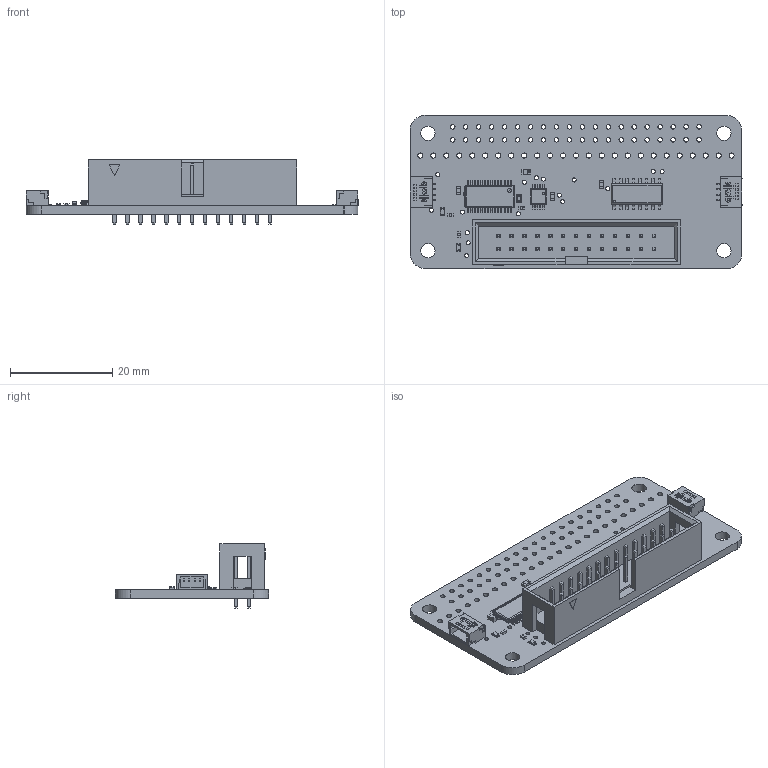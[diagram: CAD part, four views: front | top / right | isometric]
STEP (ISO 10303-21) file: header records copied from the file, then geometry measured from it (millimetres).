
FILE_DESCRIPTION(/* description */ (''),/* implementation_level */ '2;1');
FILE_NAME(/* name */ 'Proto-Pi-1.0-Rev-A.step',/* time_stamp */ '2021-12-27T09:50:36-07:00',/* author */ (''),/* organization */ (''),/* preprocessor_version */ 'ST-DEVELOPER v18.1',/* originating_system */ 'Autodesk Translation Framework v10.10.0.1391',/* authorisation */ '');
FILE_SCHEMA (('AUTOMOTIVE_DESIGN { 1 0 10303 214 3 1 1 }'));
Length unit declared in the file: millimetre
Products named in the file (25): Proto-Pi; Board; Packages; CU_LOGO; R0402; C0603; R0603; PCBFEAT-REV-056; CHIPLED_0603_NOOUTLINE; JST_SH4; JST 4PIN WIRE SMD FEMALE CASE BOX ; JST 4PIN - FEMALE INSIDE PINS; JST 4PIN WIRE SMD FEMALE QUICK LOGO; JST 4PIN WIRE SMD FEMALE SOLDER PINS; JST 4PIN WIRE SMD FEMALE SOLDER PADS 01; JST 4PIN WIRE SMD FEMALE SOLDER PADS 02; JST 4PIN WIRE SMD FEMALE CABLE COLOR; MSOP10; User Library-MSOP-8-3__X2_041A043E0440043F04430441_X0_; User Library-MSOP-8-3__X2_041C04350442043A0430_X0_; User Library-MSOP-8-3__X2_041D043E0436043A0430_X0_; RASBERRYPI_IDC; SOIC127P600X175-16N; Model; TSSOP28-0.65-9.7X4.4MM
Assembly tree (38 placements, depth 4):
  Proto-Pi
    Board
    Packages
      CU_LOGO  x2
      R0402  x3
      C0603  x3
      R0603
      PCBFEAT-REV-056
      CHIPLED_0603_NOOUTLINE  x3
      JST_SH4  x2
        JST 4PIN WIRE SMD FEMALE CASE BOX 
        JST 4PIN - FEMALE INSIDE PINS
        JST 4PIN WIRE SMD FEMALE QUICK LOGO
        JST 4PIN WIRE SMD FEMALE SOLDER PINS
        JST 4PIN WIRE SMD FEMALE SOLDER PADS 01
        JST 4PIN WIRE SMD FEMALE SOLDER PADS 02
        JST 4PIN WIRE SMD FEMALE CABLE COLOR
      MSOP10
        User Library-MSOP-8-3__X2_041A043E0440043F04430441_X0_
        User Library-MSOP-8-3__X2_041C04350442043A0430_X0_
        User Library-MSOP-8-3__X2_041D043E0436043A0430_X0_  x4
      RASBERRYPI_IDC
      SOIC127P600X175-16N
        Model
      TSSOP28-0.65-9.7X4.4MM
Bounding box: 65.04 x 30 x 12.6 mm (x, y, z)
Volume: 4813 mm3; surface area: 8074 mm2
Topology: 112 solids, 112 shells, 2523 faces, 6013 edges, 3779 vertices
Faces by surface type: plane 1729, cylinder 619, sphere 121, bspline 27, torus 27
Full cylindrical faces by diameter (mm): 0.1 x3, 0.4 x1, 0.45 x2, 0.463 x2, 0.8 x25, 0.9 x40, 1 x51, 2.8 x4
Entity records: 54841 total; most frequent: CARTESIAN_POINT 9369, DIRECTION 8969, ORIENTED_EDGE 8744, EDGE_CURVE 4372, LINE 3453, VECTOR 3453, VERTEX_POINT 2772, AXIS2_PLACEMENT_3D 2758
